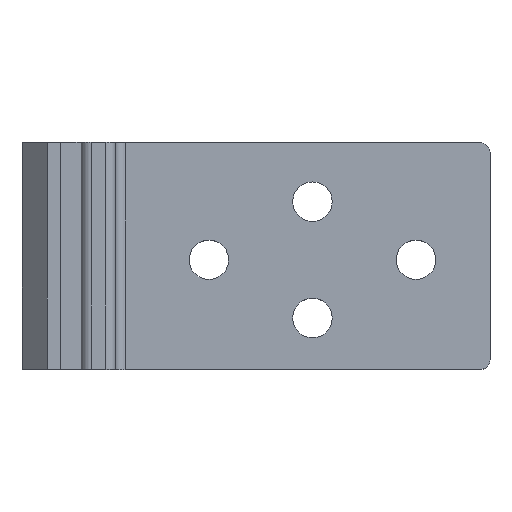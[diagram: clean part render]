
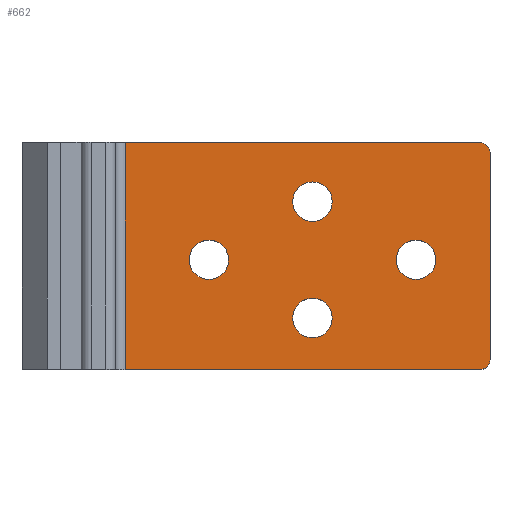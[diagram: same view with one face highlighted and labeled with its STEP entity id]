
A CAD part, top view. The second image highlights one B-rep face of the part: STEP entity #662.
In plain terms, the highlighted planar face has unit normal (0, 0, 1).
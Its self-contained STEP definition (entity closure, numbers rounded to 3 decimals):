
#23=FACE_BOUND('',#104,.T.);
#24=FACE_BOUND('',#105,.T.);
#25=FACE_BOUND('',#106,.T.);
#26=FACE_BOUND('',#107,.T.);
#29=PLANE('',#734);
#62=FACE_OUTER_BOUND('',#103,.T.);
#103=EDGE_LOOP('',(#498,#499,#500,#501,#502,#503));
#104=EDGE_LOOP('',(#504));
#105=EDGE_LOOP('',(#505));
#106=EDGE_LOOP('',(#506));
#107=EDGE_LOOP('',(#507));
#144=LINE('',#1062,#207);
#146=LINE('',#1068,#209);
#147=LINE('',#1072,#210);
#148=LINE('',#1075,#211);
#207=VECTOR('',#850,10.);
#209=VECTOR('',#856,10.);
#210=VECTOR('',#859,10.);
#211=VECTOR('',#862,10.);
#279=CIRCLE('',#735,1.);
#280=CIRCLE('',#736,1.);
#281=CIRCLE('',#737,2.);
#282=CIRCLE('',#738,2.);
#283=CIRCLE('',#739,2.);
#284=CIRCLE('',#740,2.);
#312=VERTEX_POINT('',#1059);
#313=VERTEX_POINT('',#1061);
#315=VERTEX_POINT('',#1067);
#316=VERTEX_POINT('',#1069);
#317=VERTEX_POINT('',#1071);
#318=VERTEX_POINT('',#1073);
#319=VERTEX_POINT('',#1076);
#320=VERTEX_POINT('',#1078);
#321=VERTEX_POINT('',#1080);
#322=VERTEX_POINT('',#1082);
#383=EDGE_CURVE('',#312,#313,#144,.T.);
#386=EDGE_CURVE('',#312,#315,#146,.T.);
#387=EDGE_CURVE('',#316,#315,#279,.T.);
#388=EDGE_CURVE('',#316,#317,#147,.T.);
#389=EDGE_CURVE('',#318,#317,#280,.T.);
#390=EDGE_CURVE('',#313,#318,#148,.T.);
#391=EDGE_CURVE('',#319,#319,#281,.T.);
#392=EDGE_CURVE('',#320,#320,#282,.T.);
#393=EDGE_CURVE('',#321,#321,#283,.T.);
#394=EDGE_CURVE('',#322,#322,#284,.T.);
#498=ORIENTED_EDGE('',*,*,#383,.F.);
#499=ORIENTED_EDGE('',*,*,#386,.T.);
#500=ORIENTED_EDGE('',*,*,#387,.F.);
#501=ORIENTED_EDGE('',*,*,#388,.T.);
#502=ORIENTED_EDGE('',*,*,#389,.F.);
#503=ORIENTED_EDGE('',*,*,#390,.F.);
#504=ORIENTED_EDGE('',*,*,#391,.T.);
#505=ORIENTED_EDGE('',*,*,#392,.T.);
#506=ORIENTED_EDGE('',*,*,#393,.T.);
#507=ORIENTED_EDGE('',*,*,#394,.T.);
#662=ADVANCED_FACE('',(#62,#23,#24,#25,#26),#29,.T.);
#734=AXIS2_PLACEMENT_3D('',#1066,#854,#855);
#735=AXIS2_PLACEMENT_3D('',#1070,#857,#858);
#736=AXIS2_PLACEMENT_3D('',#1074,#860,#861);
#737=AXIS2_PLACEMENT_3D('',#1077,#863,#864);
#738=AXIS2_PLACEMENT_3D('',#1079,#865,#866);
#739=AXIS2_PLACEMENT_3D('',#1081,#867,#868);
#740=AXIS2_PLACEMENT_3D('',#1083,#869,#870);
#850=DIRECTION('',(0.,1.,0.));
#854=DIRECTION('center_axis',(0.,0.,
1.));
#855=DIRECTION('ref_axis',(1.,0.,0.));
#856=DIRECTION('',(1.,0.,0.));
#857=DIRECTION('center_axis',(0.,0.,
-1.));
#858=DIRECTION('ref_axis',(0.707,-0.707,0.));
#859=DIRECTION('',(0.,1.,0.));
#860=DIRECTION('center_axis',(0.,0.,
-1.));
#861=DIRECTION('ref_axis',(0.707,0.707,0.));
#862=DIRECTION('',(1.,0.,0.));
#863=DIRECTION('center_axis',(0.,0.,
-1.));
#864=DIRECTION('ref_axis',(-1.,0.,0.));
#865=DIRECTION('center_axis',(0.,0.,
-1.));
#866=DIRECTION('ref_axis',(-1.,0.,0.));
#867=DIRECTION('center_axis',(0.,0.,
-1.));
#868=DIRECTION('ref_axis',(-1.,0.,0.));
#869=DIRECTION('center_axis',(0.,0.,
-1.));
#870=DIRECTION('ref_axis',(-1.,0.,0.));
#1059=CARTESIAN_POINT('',(-19.,-11.126,-8.2));
#1061=CARTESIAN_POINT('',(-19.,11.874,-8.2));
#1062=CARTESIAN_POINT('',(-19.,-11.126,-8.2));
#1066=CARTESIAN_POINT('Origin',(-20.,-11.126,-8.2));
#1067=CARTESIAN_POINT('',(17.,-11.126,-8.2));
#1068=CARTESIAN_POINT('',(-20.,-11.126,-8.2));
#1069=CARTESIAN_POINT('',(18.,-10.126,-8.2));
#1070=CARTESIAN_POINT('Origin',(17.,-10.126,-8.2));
#1071=CARTESIAN_POINT('',(18.,10.874,-8.2));
#1072=CARTESIAN_POINT('',(18.,-11.126,-8.2));
#1073=CARTESIAN_POINT('',(17.,11.874,-8.2));
#1074=CARTESIAN_POINT('Origin',(17.,10.874,-8.2));
#1075=CARTESIAN_POINT('',(-20.,11.874,-8.2));
#1076=CARTESIAN_POINT('',(2.,5.9,-8.2));
#1077=CARTESIAN_POINT('Origin',(0.,5.9,-8.2));
#1078=CARTESIAN_POINT('',(2.,-5.9,-8.2));
#1079=CARTESIAN_POINT('Origin',(0.,-5.9,
-8.2));
#1080=CARTESIAN_POINT('',(-8.5,0.,-8.2));
#1081=CARTESIAN_POINT('Origin',(-10.5,0.,
-8.2));
#1082=CARTESIAN_POINT('',(12.5,0.,-8.2));
#1083=CARTESIAN_POINT('Origin',(10.5,0.,-8.2));
